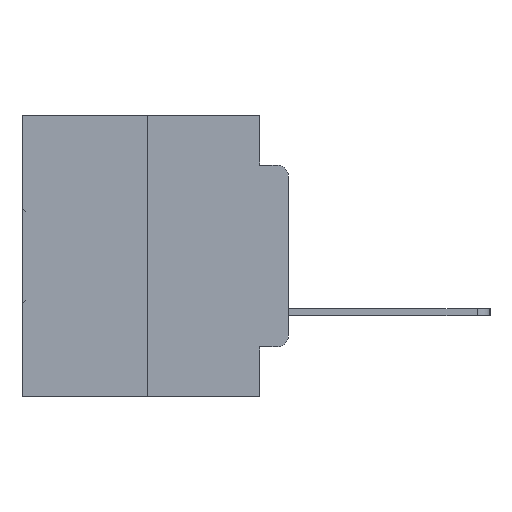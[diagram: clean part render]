
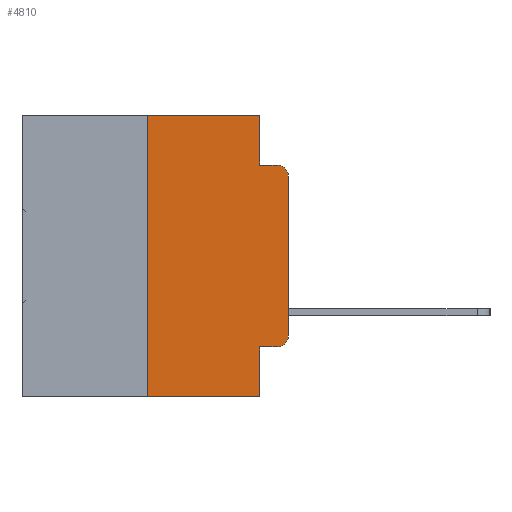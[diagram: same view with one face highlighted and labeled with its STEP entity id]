
A CAD part, left-side view. The second image highlights one B-rep face of the part: STEP entity #4810.
In plain terms, the highlighted planar face has unit normal (-1, 0, 0).
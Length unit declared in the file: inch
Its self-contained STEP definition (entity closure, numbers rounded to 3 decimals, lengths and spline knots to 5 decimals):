
#808 = LINE ( 'NONE', #21935, #25262 ) ;
#1464 = DIRECTION ( 'NONE',  ( 0., 0., -1. ) ) ;
#1841 = DIRECTION ( 'NONE',  ( 0., 0., 1. ) ) ;
#1916 = DIRECTION ( 'NONE',  ( 0., -1., 0. ) ) ;
#3029 = CARTESIAN_POINT ( 'NONE',  ( 0., 0.473, 0. ) ) ;
#3411 = ORIENTED_EDGE ( 'NONE', *, *, #17453, .F. ) ;
#3605 = AXIS2_PLACEMENT_3D ( 'NONE', #11489, #28908, #13957 ) ;
#3799 = CARTESIAN_POINT ( 'NONE',  ( 0., 0.051, -0.4115 ) ) ;
#4810 = ADVANCED_FACE ( 'NONE', ( #15690 ), #23411, .F. ) ;
#5005 = ORIENTED_EDGE ( 'NONE', *, *, #6444, .T. ) ;
#5136 = VERTEX_POINT ( 'NONE', #32176 ) ;
#5566 = DIRECTION ( 'NONE',  ( 0., -1., 0. ) ) ;
#5872 = AXIS2_PLACEMENT_3D ( 'NONE', #5890, #28419, #13488 ) ;
#5890 = CARTESIAN_POINT ( 'NONE',  ( 0., 0.473, 0. ) ) ;
#6444 = EDGE_CURVE ( 'NONE', #29548, #13618, #12858, .T. ) ;
#6552 = CARTESIAN_POINT ( 'NONE',  ( 0., 0.051, -0.4115 ) ) ;
#7011 = DIRECTION ( 'NONE',  ( -1., 0., 0. ) ) ;
#7380 = ORIENTED_EDGE ( 'NONE', *, *, #11841, .T. ) ;
#7578 = EDGE_CURVE ( 'NONE', #13465, #5136, #23286, .T. ) ;
#8570 = ORIENTED_EDGE ( 'NONE', *, *, #26020, .F. ) ;
#9130 = VECTOR ( 'NONE', #32301, 39.37008 ) ;
#9193 = DIRECTION ( 'NONE',  ( 0., 0., 1. ) ) ;
#9611 = VERTEX_POINT ( 'NONE', #3799 ) ;
#9922 = CARTESIAN_POINT ( 'NONE',  ( 0., 0.051, -0.0885 ) ) ;
#11489 = CARTESIAN_POINT ( 'NONE',  ( 0., 0.02, -0.1085 ) ) ;
#11501 = CARTESIAN_POINT ( 'NONE',  ( 0., 0., -0.3915 ) ) ;
#11570 = CARTESIAN_POINT ( 'NONE',  ( 0., 0.051, 0. ) ) ;
#11841 = EDGE_CURVE ( 'NONE', #9611, #28581, #28551, .T. ) ;
#12508 = ORIENTED_EDGE ( 'NONE', *, *, #26446, .F. ) ;
#12858 = LINE ( 'NONE', #16983, #31916 ) ;
#13465 = VERTEX_POINT ( 'NONE', #18601 ) ;
#13488 = DIRECTION ( 'NONE',  ( 0., 0., -1. ) ) ;
#13618 = VERTEX_POINT ( 'NONE', #26791 ) ;
#13793 = CARTESIAN_POINT ( 'NONE',  ( 0., 0.02, -0.4115 ) ) ;
#13828 = VERTEX_POINT ( 'NONE', #32362 ) ;
#13957 = DIRECTION ( 'NONE',  ( 0., 0., -1. ) ) ;
#14228 = VERTEX_POINT ( 'NONE', #11501 ) ;
#14760 = LINE ( 'NONE', #3029, #27243 ) ;
#15232 = ORIENTED_EDGE ( 'NONE', *, *, #19746, .F. ) ;
#15278 = LINE ( 'NONE', #11570, #21111 ) ;
#15690 = FACE_OUTER_BOUND ( 'NONE', #31055, .T. ) ;
#15994 = ORIENTED_EDGE ( 'NONE', *, *, #23638, .F. ) ;
#16494 = VECTOR ( 'NONE', #24052, 39.37008 ) ;
#16524 = CARTESIAN_POINT ( 'NONE',  ( 0., 0.051, 0. ) ) ;
#16702 = CARTESIAN_POINT ( 'NONE',  ( 0., 0., 0. ) ) ;
#16983 = CARTESIAN_POINT ( 'NONE',  ( 0., 0.473, -0.5 ) ) ;
#17453 = EDGE_CURVE ( 'NONE', #29548, #13828, #808, .T. ) ;
#17737 = VERTEX_POINT ( 'NONE', #20697 ) ;
#18601 = CARTESIAN_POINT ( 'NONE',  ( 0., 0., -0.1085 ) ) ;
#19027 = DIRECTION ( 'NONE',  ( 0., -1., 0. ) ) ;
#19746 = EDGE_CURVE ( 'NONE', #17737, #29280, #15278, .T. ) ;
#20360 = VECTOR ( 'NONE', #19027, 39.37008 ) ;
#20686 = ORIENTED_EDGE ( 'NONE', *, *, #22458, .T. ) ;
#20697 = CARTESIAN_POINT ( 'NONE',  ( 0., 0.051, 0. ) ) ;
#21111 = VECTOR ( 'NONE', #1464, 39.37008 ) ;
#21353 = LINE ( 'NONE', #16702, #27209 ) ;
#21935 = CARTESIAN_POINT ( 'NONE',  ( 0., 0.25, 0. ) ) ;
#21999 = CARTESIAN_POINT ( 'NONE',  ( 0., 0.02, -0.3915 ) ) ;
#22458 = EDGE_CURVE ( 'NONE', #28581, #14228, #23062, .T. ) ;
#23062 = CIRCLE ( 'NONE', #28617, 0.02 ) ;
#23286 = CIRCLE ( 'NONE', #3605, 0.02 ) ;
#23411 = PLANE ( 'NONE',  #5872 ) ;
#23638 = EDGE_CURVE ( 'NONE', #13828, #17737, #14760, .T. ) ;
#23916 = LINE ( 'NONE', #16524, #16494 ) ;
#24052 = DIRECTION ( 'NONE',  ( 0., 0., -1. ) ) ;
#24491 = DIRECTION ( 'NONE',  ( 0., 0., -1. ) ) ;
#25096 = CARTESIAN_POINT ( 'NONE',  ( 0., 0.25, -0.5 ) ) ;
#25262 = VECTOR ( 'NONE', #1841, 39.37008 ) ;
#26020 = EDGE_CURVE ( 'NONE', #29280, #5136, #29026, .T. ) ;
#26446 = EDGE_CURVE ( 'NONE', #9611, #13618, #23916, .T. ) ;
#26791 = CARTESIAN_POINT ( 'NONE',  ( 0., 0.051, -0.5 ) ) ;
#26938 = ORIENTED_EDGE ( 'NONE', *, *, #29299, .T. ) ;
#27209 = VECTOR ( 'NONE', #9193, 39.37008 ) ;
#27243 = VECTOR ( 'NONE', #5566, 39.37008 ) ;
#27695 = ORIENTED_EDGE ( 'NONE', *, *, #7578, .T. ) ;
#28419 = DIRECTION ( 'NONE',  ( 1., 0., 0. ) ) ;
#28551 = LINE ( 'NONE', #6552, #20360 ) ;
#28581 = VERTEX_POINT ( 'NONE', #13793 ) ;
#28617 = AXIS2_PLACEMENT_3D ( 'NONE', #21999, #7011, #24491 ) ;
#28908 = DIRECTION ( 'NONE',  ( -1., 0., 0. ) ) ;
#29026 = LINE ( 'NONE', #9922, #9130 ) ;
#29032 = CARTESIAN_POINT ( 'NONE',  ( 0., 0.051, -0.0885 ) ) ;
#29280 = VERTEX_POINT ( 'NONE', #29032 ) ;
#29299 = EDGE_CURVE ( 'NONE', #14228, #13465, #21353, .T. ) ;
#29548 = VERTEX_POINT ( 'NONE', #25096 ) ;
#31055 = EDGE_LOOP ( 'NONE', ( #26938, #27695, #8570, #15232, #15994, #3411, #5005, #12508, #7380, #20686 ) ) ;
#31916 = VECTOR ( 'NONE', #1916, 39.37008 ) ;
#32176 = CARTESIAN_POINT ( 'NONE',  ( 0., 0.02, -0.0885 ) ) ;
#32301 = DIRECTION ( 'NONE',  ( 0., -1., 0. ) ) ;
#32362 = CARTESIAN_POINT ( 'NONE',  ( 0., 0.25, 0. ) ) ;
